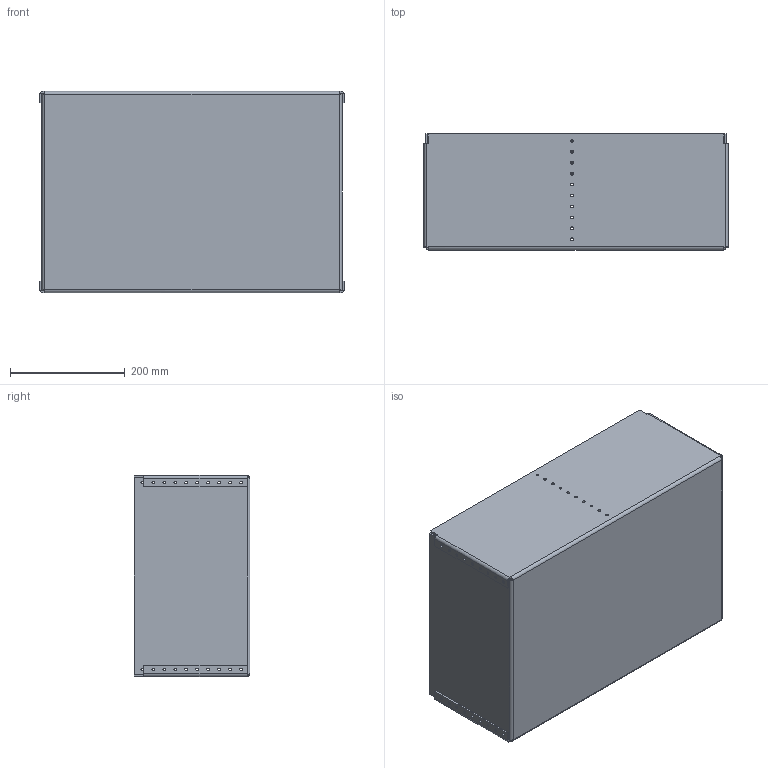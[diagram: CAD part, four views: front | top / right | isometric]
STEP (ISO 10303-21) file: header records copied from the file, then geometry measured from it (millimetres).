
FILE_DESCRIPTION (( 'STEP AP214' ), '1' );
FILE_NAME ('Accumulator_Container_OnePiece.STEP', '2024-09-04T05:08:01', ( '' ), ( '' ), 'SwSTEP 2.0', 'SolidWorks 2024', '' );
FILE_SCHEMA (( 'AUTOMOTIVE_DESIGN' ));
Length unit declared in the file: inch
Products named in the file (1): Accumulator_Container_OnePiece
Bounding box: 530.84 x 202.2 x 351.18 mm (x, y, z)
Volume: 1722279.8 mm3; surface area: 1092298.2 mm2
Topology: 1 solids, 1 shells, 274 faces, 752 edges, 480 vertices
Faces by surface type: cylinder 208, plane 58, bspline 8
Entity records: 9731 total; most frequent: CARTESIAN_POINT 2059, DIRECTION 1670, ORIENTED_EDGE 1504, EDGE_CURVE 752, AXIS2_PLACEMENT_3D 667, VERTEX_POINT 480, EDGE_LOOP 466, CIRCLE 400
